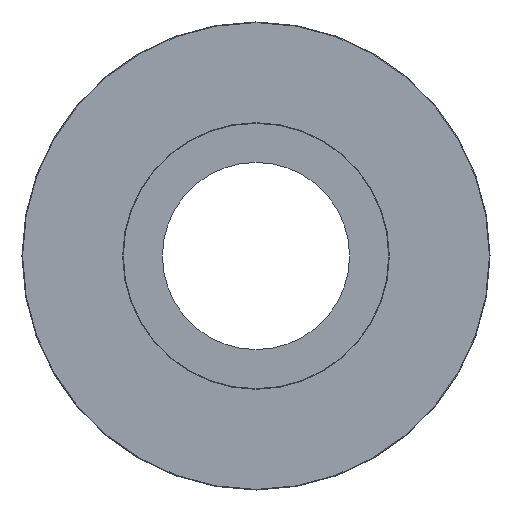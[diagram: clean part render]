
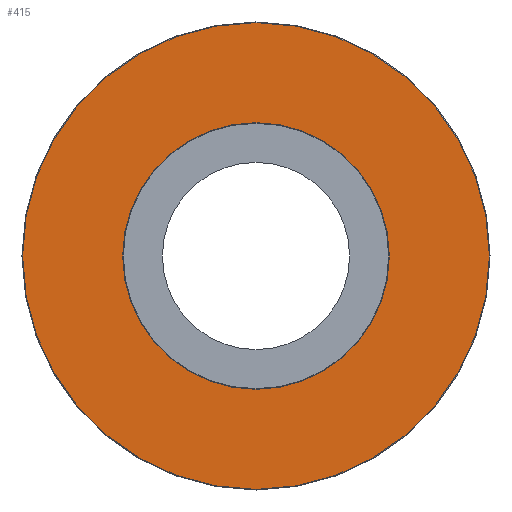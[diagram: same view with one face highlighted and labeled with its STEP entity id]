
A CAD part, front view. The second image highlights one B-rep face of the part: STEP entity #415.
In plain terms, the highlighted planar face has unit normal (0, -1, 0).
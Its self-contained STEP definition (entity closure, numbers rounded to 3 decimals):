
#18 = DIRECTION ( 'NONE',  ( 0., 0., -1. ) ) ;
#128 = ORIENTED_EDGE ( 'NONE', *, *, #976, .T. ) ;
#188 = CARTESIAN_POINT ( 'NONE',  ( -42.525, -128., 0. ) ) ;
#262 = FACE_OUTER_BOUND ( 'NONE', #349, .T. ) ;
#276 = DIRECTION ( 'NONE',  ( 0., 0., -1. ) ) ;
#303 = VERTEX_POINT ( 'NONE', #538 ) ;
#337 = AXIS2_PLACEMENT_3D ( 'NONE', #432, #342, #779 ) ;
#339 = DIRECTION ( 'NONE',  ( 0., 1., 0. ) ) ;
#342 = DIRECTION ( 'NONE',  ( 0., -1., 0. ) ) ;
#349 = EDGE_LOOP ( 'NONE', ( #601 ) ) ;
#357 = CARTESIAN_POINT ( 'NONE',  ( 0., -128., -74.8 ) ) ;
#415 = ADVANCED_FACE ( 'Defeatured_0_2', ( #766, #262 ), #1017, .F. ) ;
#420 = EDGE_CURVE ( 'NONE', #522, #522, #768, .T. ) ;
#432 = CARTESIAN_POINT ( 'NONE',  ( 0., -128., 0. ) ) ;
#522 = VERTEX_POINT ( 'NONE', #357 ) ;
#538 = CARTESIAN_POINT ( 'NONE',  ( 0., -128., -42.725 ) ) ;
#593 = AXIS2_PLACEMENT_3D ( 'NONE', #775, #879, #276 ) ;
#601 = ORIENTED_EDGE ( 'NONE', *, *, #420, .T. ) ;
#704 = AXIS2_PLACEMENT_3D ( 'NONE', #188, #339, #18 ) ;
#766 = FACE_BOUND ( 'NONE', #988, .T. ) ;
#768 = CIRCLE ( 'NONE', #337, 74.8 ) ;
#775 = CARTESIAN_POINT ( 'NONE',  ( 0., -128., 0. ) ) ;
#779 = DIRECTION ( 'NONE',  ( 0., 0., -1. ) ) ;
#879 = DIRECTION ( 'NONE',  ( 0., 1., 0. ) ) ;
#976 = EDGE_CURVE ( 'NONE', #303, #303, #1069, .T. ) ;
#988 = EDGE_LOOP ( 'NONE', ( #128 ) ) ;
#1017 = PLANE ( 'NONE',  #704 ) ;
#1069 = CIRCLE ( 'NONE', #593, 42.725 ) ;
